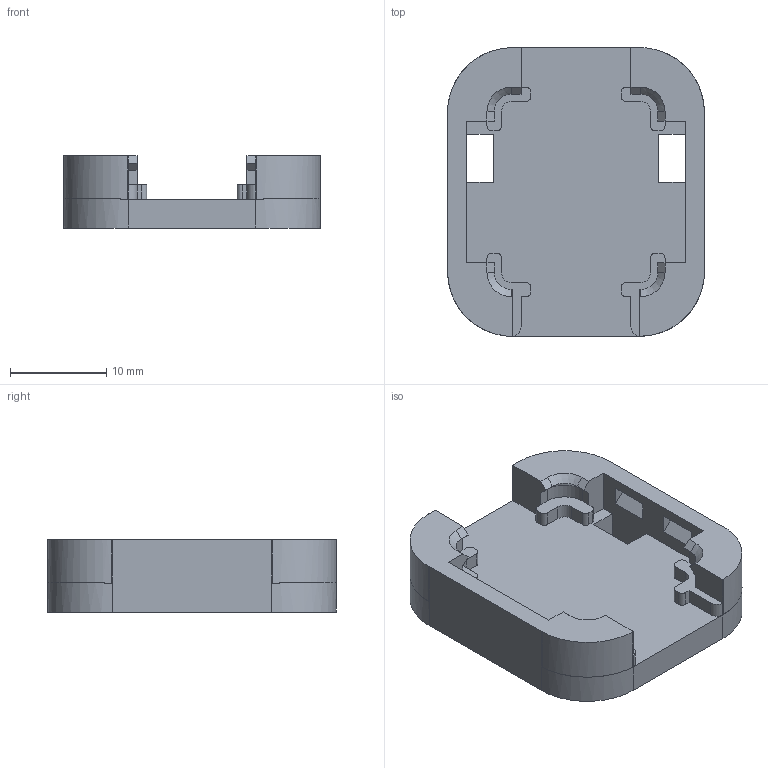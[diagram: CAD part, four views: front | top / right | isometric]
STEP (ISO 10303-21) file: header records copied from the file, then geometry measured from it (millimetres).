
FILE_DESCRIPTION(/* description */ (''),/* implementation_level */ '2;1');
FILE_NAME(/* name */ 'Hand_Raiser_Bottom.step',/* time_stamp */ '2022-09-12T23:38:08-07:00',/* author */ (''),/* organization */ (''),/* preprocessor_version */ 'ST-DEVELOPER v19',/* originating_system */ 'Autodesk Translation Framework v11.7.0.108',/* authorisation */ '');
FILE_SCHEMA (('AUTOMOTIVE_DESIGN { 1 0 10303 214 3 1 1 }'));
Length unit declared in the file: millimetre
Products named in the file (2): Hand_Raiser_Bottom; QT_PY_Board
Assembly tree (1 placements, depth 2):
  Hand_Raiser_Bottom
    QT_PY_Board
Bounding box: 26.7 x 30 x 7.5 mm (x, y, z)
Volume: 3174.4 mm3; surface area: 2619.2 mm2
Topology: 1 solids, 1 shells, 152 faces, 406 edges, 258 vertices
Faces by surface type: plane 94, cylinder 30, cone 24, bspline 4
Entity records: 5062 total; most frequent: CARTESIAN_POINT 1239, ORIENTED_EDGE 812, DIRECTION 744, EDGE_CURVE 406, LINE 298, VECTOR 298, VERTEX_POINT 258, AXIS2_PLACEMENT_3D 223
